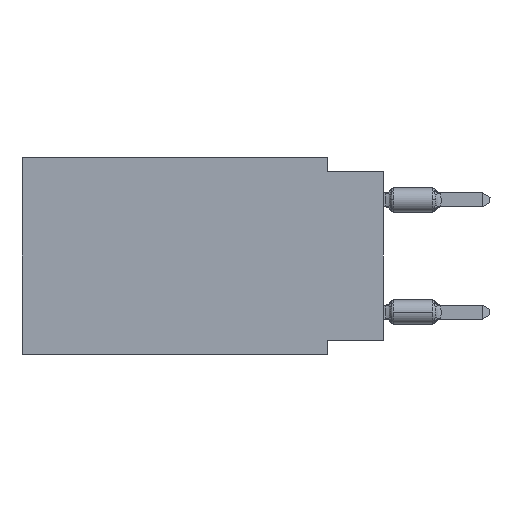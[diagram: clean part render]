
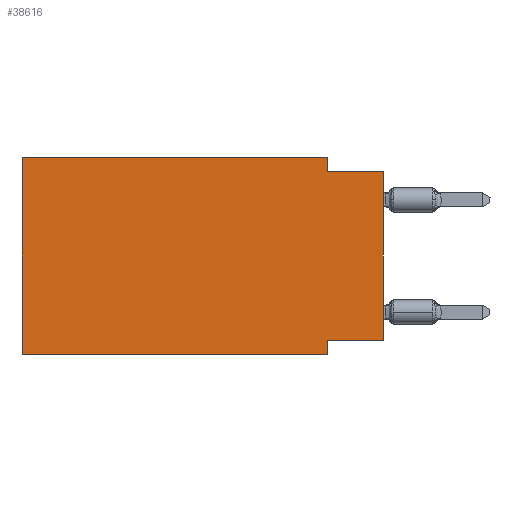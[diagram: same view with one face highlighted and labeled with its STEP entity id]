
A CAD part, left-side view. The second image highlights one B-rep face of the part: STEP entity #38616.
In plain terms, the highlighted planar face has unit normal (-1, 0, 0).
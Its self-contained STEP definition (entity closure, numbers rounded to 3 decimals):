
#160 = VECTOR ( 'NONE', #37126, 1000. ) ;
#1330 = DIRECTION ( 'NONE',  ( 0., -1., 0. ) ) ;
#3032 = EDGE_CURVE ( 'NONE', #20158, #51262, #34393, .T. ) ;
#3470 = CARTESIAN_POINT ( 'NONE',  ( 0., 2.54, -0.635 ) ) ;
#4095 = EDGE_CURVE ( 'NONE', #51182, #28983, #21470, .T. ) ;
#4432 = ORIENTED_EDGE ( 'NONE', *, *, #3032, .F. ) ;
#5697 = LINE ( 'NONE', #9390, #20125 ) ;
#6214 = DIRECTION ( 'NONE',  ( 0., 1., 0. ) ) ;
#6696 = DIRECTION ( 'NONE',  ( 0., 0., 1. ) ) ;
#7373 = CARTESIAN_POINT ( 'NONE',  ( 0., 2.54, 0. ) ) ;
#9390 = CARTESIAN_POINT ( 'NONE',  ( 0., 16.383, -8.89 ) ) ;
#10033 = DIRECTION ( 'NONE',  ( 0., 0., -1. ) ) ;
#10051 = ORIENTED_EDGE ( 'NONE', *, *, #21065, .F. ) ;
#10868 = CARTESIAN_POINT ( 'NONE',  ( 0., 2.54, -8.255 ) ) ;
#11167 = EDGE_CURVE ( 'NONE', #51262, #34211, #32990, .T. ) ;
#12013 = CARTESIAN_POINT ( 'NONE',  ( 0., 0., -0.635 ) ) ;
#12579 = CARTESIAN_POINT ( 'NONE',  ( 0., 0., 0. ) ) ;
#13601 = CARTESIAN_POINT ( 'NONE',  ( 0., 0., -8.255 ) ) ;
#14291 = VECTOR ( 'NONE', #1330, 1000. ) ;
#14313 = VECTOR ( 'NONE', #50874, 1000. ) ;
#14349 = EDGE_LOOP ( 'NONE', ( #29267, #31746, #32061, #33575, #4432, #27070, #19470, #10051 ) ) ;
#15212 = PLANE ( 'NONE',  #42900 ) ;
#17516 = CARTESIAN_POINT ( 'NONE',  ( 0., 0., -0.635 ) ) ;
#17761 = CARTESIAN_POINT ( 'NONE',  ( 0., 2.54, 0. ) ) ;
#19161 = EDGE_CURVE ( 'NONE', #34211, #51182, #47203, .T. ) ;
#19470 = ORIENTED_EDGE ( 'NONE', *, *, #48004, .F. ) ;
#19524 = VECTOR ( 'NONE', #22922, 1000. ) ;
#19899 = VECTOR ( 'NONE', #28875, 1000. ) ;
#20125 = VECTOR ( 'NONE', #45796, 1000. ) ;
#20158 = VERTEX_POINT ( 'NONE', #23824 ) ;
#21065 = EDGE_CURVE ( 'NONE', #30697, #39387, #38138, .T. ) ;
#21470 = LINE ( 'NONE', #17516, #19899 ) ;
#22308 = CARTESIAN_POINT ( 'NONE',  ( 0., 0., -8.255 ) ) ;
#22651 = CARTESIAN_POINT ( 'NONE',  ( 0., 2.54, -8.89 ) ) ;
#22922 = DIRECTION ( 'NONE',  ( 0., 0., -1. ) ) ;
#23359 = VECTOR ( 'NONE', #6214, 1000. ) ;
#23404 = CARTESIAN_POINT ( 'NONE',  ( 0., 2.54, -8.89 ) ) ;
#23419 = EDGE_CURVE ( 'NONE', #30697, #28983, #40301, .T. ) ;
#23824 = CARTESIAN_POINT ( 'NONE',  ( 0., 16.383, -8.89 ) ) ;
#26217 = CARTESIAN_POINT ( 'NONE',  ( 0., 16.383, 0. ) ) ;
#26581 = VECTOR ( 'NONE', #6696, 1000. ) ;
#27070 = ORIENTED_EDGE ( 'NONE', *, *, #38781, .T. ) ;
#27619 = FACE_OUTER_BOUND ( 'NONE', #14349, .T. ) ;
#28513 = VERTEX_POINT ( 'NONE', #22651 ) ;
#28875 = DIRECTION ( 'NONE',  ( 0., -1., 0. ) ) ;
#28983 = VERTEX_POINT ( 'NONE', #12013 ) ;
#29267 = ORIENTED_EDGE ( 'NONE', *, *, #23419, .T. ) ;
#30090 = CARTESIAN_POINT ( 'NONE',  ( 0., 16.383, 0. ) ) ;
#30697 = VERTEX_POINT ( 'NONE', #22308 ) ;
#31746 = ORIENTED_EDGE ( 'NONE', *, *, #4095, .F. ) ;
#32061 = ORIENTED_EDGE ( 'NONE', *, *, #19161, .F. ) ;
#32990 = LINE ( 'NONE', #45395, #14291 ) ;
#33575 = ORIENTED_EDGE ( 'NONE', *, *, #11167, .F. ) ;
#34211 = VERTEX_POINT ( 'NONE', #17761 ) ;
#34393 = LINE ( 'NONE', #26217, #26581 ) ;
#37126 = DIRECTION ( 'NONE',  ( 0., 0., 1. ) ) ;
#38138 = LINE ( 'NONE', #13601, #23359 ) ;
#38616 = ADVANCED_FACE ( 'NONE', ( #27619 ), #15212, .F. ) ;
#38781 = EDGE_CURVE ( 'NONE', #20158, #28513, #5697, .T. ) ;
#39387 = VERTEX_POINT ( 'NONE', #10868 ) ;
#40301 = LINE ( 'NONE', #12579, #160 ) ;
#42900 = AXIS2_PLACEMENT_3D ( 'NONE', #30090, #46185, #10033 ) ;
#42948 = LINE ( 'NONE', #23404, #14313 ) ;
#45395 = CARTESIAN_POINT ( 'NONE',  ( 0., 16.383, 0. ) ) ;
#45796 = DIRECTION ( 'NONE',  ( 0., -1., 0. ) ) ;
#45853 = CARTESIAN_POINT ( 'NONE',  ( 0., 16.383, 0. ) ) ;
#46185 = DIRECTION ( 'NONE',  ( 1., 0., 0. ) ) ;
#47203 = LINE ( 'NONE', #7373, #19524 ) ;
#48004 = EDGE_CURVE ( 'NONE', #39387, #28513, #42948, .T. ) ;
#50874 = DIRECTION ( 'NONE',  ( 0., 0., -1. ) ) ;
#51182 = VERTEX_POINT ( 'NONE', #3470 ) ;
#51262 = VERTEX_POINT ( 'NONE', #45853 ) ;
